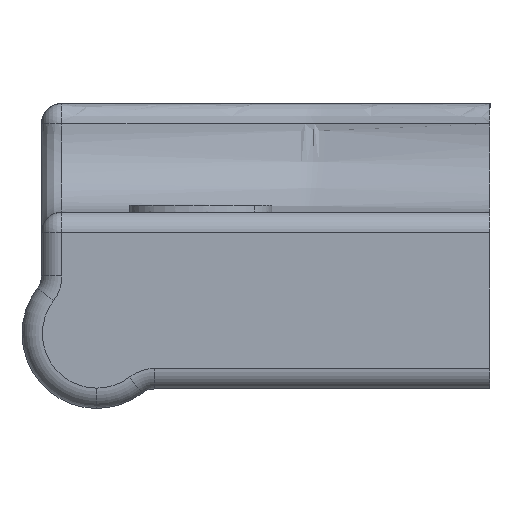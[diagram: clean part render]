
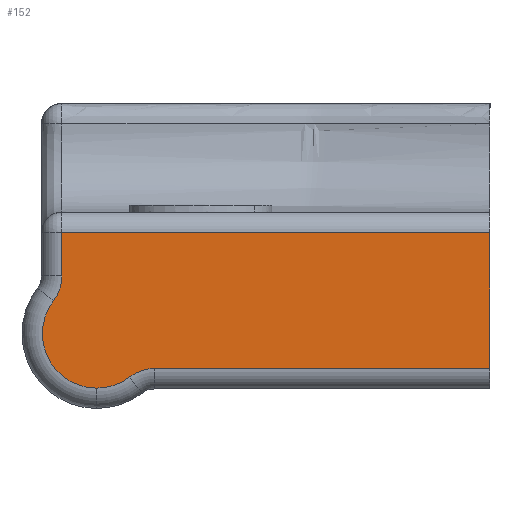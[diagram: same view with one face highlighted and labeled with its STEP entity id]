
A CAD part, left-side view. The second image highlights one B-rep face of the part: STEP entity #152.
In plain terms, the highlighted planar face has unit normal (-1, 0, 0).
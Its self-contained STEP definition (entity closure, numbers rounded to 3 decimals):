
#152=ADVANCED_FACE('',(#320),#321,.T.);
#320=FACE_OUTER_BOUND('',#876,.T.);
#321=PLANE('',#877);
#876=EDGE_LOOP('',(#2051,#2052,#2053,#2054,#2055,#2056,#2057,#2058));
#877=AXIS2_PLACEMENT_3D('',#2059,#2060,#2061);
#2051=ORIENTED_EDGE('',*,*,#2997,.F.);
#2052=ORIENTED_EDGE('',*,*,#2998,.T.);
#2053=ORIENTED_EDGE('',*,*,#2999,.T.);
#2054=ORIENTED_EDGE('',*,*,#3000,.T.);
#2055=ORIENTED_EDGE('',*,*,#3001,.T.);
#2056=ORIENTED_EDGE('',*,*,#3002,.F.);
#2057=ORIENTED_EDGE('',*,*,#2887,.T.);
#2058=ORIENTED_EDGE('',*,*,#3003,.T.);
#2059=CARTESIAN_POINT('',(-53.0,0.,-7.0));
#2060=DIRECTION('',(-1.0,0.,0.));
#2061=DIRECTION('',(0.,0.,-1.0));
#2887=EDGE_CURVE('',#3211,#3208,#3212,.T.);
#2997=EDGE_CURVE('',#3398,#3399,#3400,.T.);
#2998=EDGE_CURVE('',#3398,#3401,#3402,.F.);
#2999=EDGE_CURVE('',#3401,#3403,#3404,.T.);
#3000=EDGE_CURVE('',#3403,#3405,#3406,.T.);
#3001=EDGE_CURVE('',#3405,#3407,#3408,.F.);
#3002=EDGE_CURVE('',#3211,#3407,#3409,.T.);
#3003=EDGE_CURVE('',#3208,#3399,#3410,.T.);
#3208=VERTEX_POINT('',#3764);
#3211=VERTEX_POINT('',#3767);
#3212=CIRCLE('',#3768,4.0);
#3398=VERTEX_POINT('',#4359);
#3399=VERTEX_POINT('',#4360);
#3400=CIRCLE('',#4361,3.0);
#3401=VERTEX_POINT('',#4362);
#3402=LINE('',#4363,#4364);
#3403=VERTEX_POINT('',#4365);
#3404=LINE('',#4366,#4367);
#3405=VERTEX_POINT('',#4368);
#3406=LINE('',#4369,#4370);
#3407=VERTEX_POINT('',#4371);
#3408=LINE('',#4372,#4373);
#3409=CIRCLE('',#4374,3.0);
#3410=CIRCLE('',#4375,4.0);
#3764=CARTESIAN_POINT('',(-53.0,28.939,-6.939));
#3767=CARTESIAN_POINT('',(-53.0,32.117,-0.51));
#3768=AXIS2_PLACEMENT_3D('',#5032,#5033,#5034);
#4359=CARTESIAN_POINT('',(-53.0,24.687,-5.5));
#4360=CARTESIAN_POINT('',(-53.0,26.51,-6.117));
#4361=AXIS2_PLACEMENT_3D('',#5111,#5112,#5113);
#4362=CARTESIAN_POINT('',(-53.0,0.,-5.5));
#4363=CARTESIAN_POINT('',(-53.0,0.,-5.5));
#4364=VECTOR('',#5114,1000.0);
#4365=CARTESIAN_POINT('',(-53.0,0.,4.5));
#4366=CARTESIAN_POINT('',(-53.0,0.,-7.0));
#4367=VECTOR('',#5115,1000.0);
#4368=CARTESIAN_POINT('',(-53.0,31.5,4.5));
#4369=CARTESIAN_POINT('',(-53.0,0.,4.5));
#4370=VECTOR('',#5116,1000.0);
#4371=CARTESIAN_POINT('',(-53.0,31.5,1.313));
#4372=CARTESIAN_POINT('',(-53.0,31.5,0.77));
#4373=VECTOR('',#5117,1000.0);
#4374=AXIS2_PLACEMENT_3D('',#5118,#5119,#5120);
#4375=AXIS2_PLACEMENT_3D('',#5121,#5122,#5123);
#5032=CARTESIAN_POINT('',(-53.0,28.939,-2.939));
#5033=DIRECTION('',(-1.0,0.,0.));
#5034=DIRECTION('',(0.,0.,1.0));
#5111=CARTESIAN_POINT('',(-53.0,24.687,-8.5));
#5112=DIRECTION('',(-1.0,0.,0.));
#5113=DIRECTION('',(0.,0.,1.0));
#5114=DIRECTION('',(0.,1.0,0.));
#5115=DIRECTION('',(0.,0.,1.0));
#5116=DIRECTION('',(0.,1.0,0.));
#5117=DIRECTION('',(0.,0.,1.0));
#5118=CARTESIAN_POINT('',(-53.0,34.5,1.313));
#5119=DIRECTION('',(-1.0,0.,0.));
#5120=DIRECTION('',(0.,0.,1.0));
#5121=CARTESIAN_POINT('',(-53.0,28.939,-2.939));
#5122=DIRECTION('',(-1.0,0.,0.));
#5123=DIRECTION('',(0.,0.,1.0));
